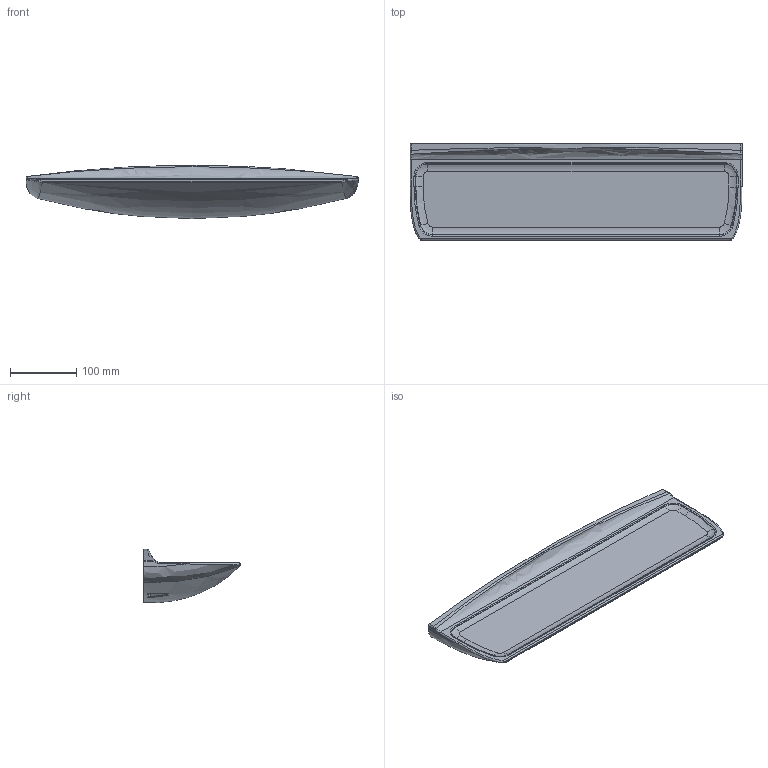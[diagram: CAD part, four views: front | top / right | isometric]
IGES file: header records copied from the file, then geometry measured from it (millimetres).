
Global section: file name: No Iges File Name specified; native system: AutoDesk Inventor R11.0; preprocessor: AutoDesk Inventor Iges Exporter R11.0; author: No Author specified; organization: No Organization specified; date: 20080311.075959; units: millimetre
Bounding box: 500 x 145 x 80.05 mm (x, y, z)
Volume: 2512014 mm3; surface area: 193197.8 mm2
Topology: 1 solids, 1 shells, 94 faces, 216 edges, 127 vertices
Faces by surface type: bspline 65, plane 12, revolution 8, cylinder 7, sphere 2
